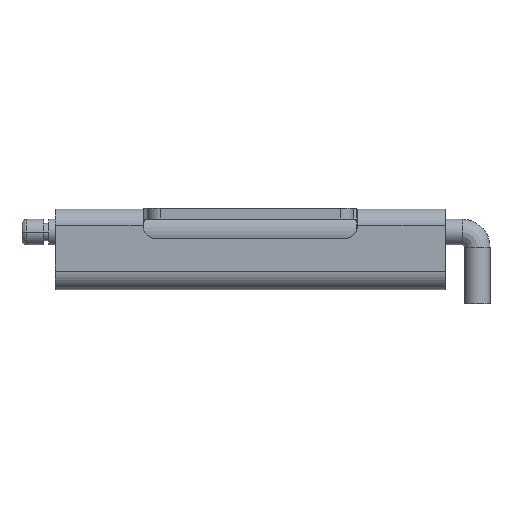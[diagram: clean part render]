
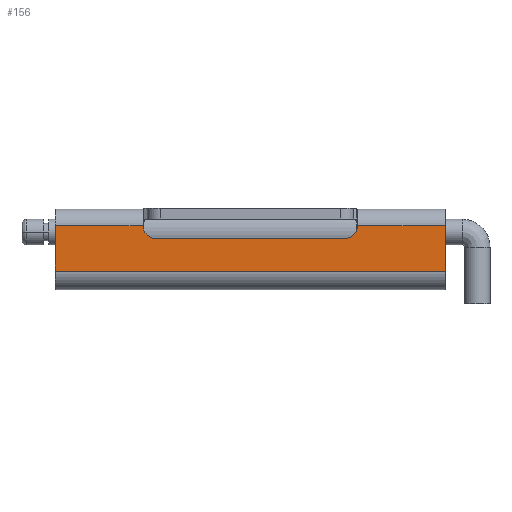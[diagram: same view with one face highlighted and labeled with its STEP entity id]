
A CAD part, left-side view. The second image highlights one B-rep face of the part: STEP entity #156.
In plain terms, the highlighted planar face has unit normal (-1, 0, 0).
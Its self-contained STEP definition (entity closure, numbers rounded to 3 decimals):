
#156=ADVANCED_FACE('',(#336),#2800,.T.);
#336=FACE_OUTER_BOUND('',#510,.T.);
#510=EDGE_LOOP('',(#1201,#1202,#1203,#1204,#1205,#1206,#1207,#1208));
#1201=ORIENTED_EDGE('',*,*,#1710,.F.);
#1202=ORIENTED_EDGE('',*,*,#1647,.T.);
#1203=ORIENTED_EDGE('',*,*,#1726,.T.);
#1204=ORIENTED_EDGE('',*,*,#1687,.F.);
#1205=ORIENTED_EDGE('',*,*,#1704,.F.);
#1206=ORIENTED_EDGE('',*,*,#1684,.T.);
#1207=ORIENTED_EDGE('',*,*,#1691,.F.);
#1208=ORIENTED_EDGE('',*,*,#1642,.F.);
#1642=EDGE_CURVE('',#2564,#2566,#1959,.T.);
#1647=EDGE_CURVE('',#2573,#2572,#2357,.T.);
#1684=EDGE_CURVE('',#2596,#2598,#1974,.T.);
#1687=EDGE_CURVE('',#2602,#2601,#2381,.T.);
#1691=EDGE_CURVE('',#2566,#2598,#2382,.T.);
#1704=EDGE_CURVE('',#2596,#2602,#1848,.T.);
#1710=EDGE_CURVE('',#2573,#2564,#2389,.T.);
#1726=EDGE_CURVE('',#2572,#2601,#1854,.T.);
#1848=(
BOUNDED_CURVE()
B_SPLINE_CURVE(1,(#5042,#5043),.UNSPECIFIED.,.F.,.F.)
B_SPLINE_CURVE_WITH_KNOTS((2,2),(218.611,238.861),
 .UNSPECIFIED.)
CURVE()
GEOMETRIC_REPRESENTATION_ITEM()
RATIONAL_B_SPLINE_CURVE((1.,1.))
REPRESENTATION_ITEM('')
);
#1854=(
BOUNDED_CURVE()
B_SPLINE_CURVE(1,(#5099,#5100),.UNSPECIFIED.,.F.,.F.)
B_SPLINE_CURVE_WITH_KNOTS((2,2),(238.861,286.226),
 .UNSPECIFIED.)
CURVE()
GEOMETRIC_REPRESENTATION_ITEM()
RATIONAL_B_SPLINE_CURVE((1.,1.))
REPRESENTATION_ITEM('')
);
#1959=TRIMMED_CURVE($,#2123,(#4891),(#4892),.T.,.CARTESIAN.);
#1974=TRIMMED_CURVE($,#2138,(#4993),(#4994),.T.,.CARTESIAN.);
#2123=CIRCLE('',#3099,3.);
#2138=CIRCLE('',#3114,3.);
#2357=B_SPLINE_CURVE_WITH_KNOTS('',1,(#4902,#4903),.UNSPECIFIED.,.F.,.F.,
(2,2),(-12.5,-2.),.UNSPECIFIED.);
#2381=B_SPLINE_CURVE_WITH_KNOTS('',1,(#4999,#5000),.UNSPECIFIED.,.F.,.F.,
(2,2),(-12.5,-2.),.UNSPECIFIED.);
#2382=B_SPLINE_CURVE_WITH_KNOTS('',1,(#5009,#5010),.UNSPECIFIED.,.F.,.F.,
(2,2),(-27.104,-20.353),.UNSPECIFIED.);
#2389=B_SPLINE_CURVE_WITH_KNOTS('',1,(#5057,#5058),.UNSPECIFIED.,.F.,.F.,
(2,2),(388.721,408.971),.UNSPECIFIED.);
#2564=VERTEX_POINT('',#4766);
#2566=VERTEX_POINT('',#4768);
#2572=VERTEX_POINT('',#4774);
#2573=VERTEX_POINT('',#4775);
#2596=VERTEX_POINT('',#4798);
#2598=VERTEX_POINT('',#4800);
#2601=VERTEX_POINT('',#4803);
#2602=VERTEX_POINT('',#4804);
#2800=PLANE('',#3090);
#3090=AXIS2_PLACEMENT_3D('',#4654,#3484,$);
#3099=AXIS2_PLACEMENT_3D($,#4890,#3493,#3494);
#3114=AXIS2_PLACEMENT_3D($,#4992,#3523,#3524);
#3484=DIRECTION('',(-1.,0.,0.));
#3493=DIRECTION('',(-1.,0.,0.));
#3494=DIRECTION('',(0.,1.,0.));
#3523=DIRECTION('',(1.,0.,0.));
#3524=DIRECTION('',(0.,-1.,0.));
#4654=CARTESIAN_POINT('',(21.283,45.,3.416));
#4766=CARTESIAN_POINT('',(21.283,24.75,13.916));
#4768=CARTESIAN_POINT('',(21.283,21.75,10.916));
#4774=CARTESIAN_POINT('',(21.283,45.,3.416));
#4775=CARTESIAN_POINT('',(21.283,45.,13.916));
#4798=CARTESIAN_POINT('',(21.283,-24.75,13.916));
#4800=CARTESIAN_POINT('',(21.283,-21.75,10.916));
#4803=CARTESIAN_POINT('',(21.283,-45.,3.416));
#4804=CARTESIAN_POINT('',(21.283,-45.,13.916));
#4890=CARTESIAN_POINT('',(21.283,21.75,13.916));
#4891=CARTESIAN_POINT('',(21.283,24.75,13.916));
#4892=CARTESIAN_POINT('',(21.283,21.75,10.916));
#4902=CARTESIAN_POINT('',(21.283,45.,13.916));
#4903=CARTESIAN_POINT('',(21.283,45.,3.416));
#4992=CARTESIAN_POINT('',(21.283,-21.75,13.916));
#4993=CARTESIAN_POINT('',(21.283,-24.75,13.916));
#4994=CARTESIAN_POINT('',(21.283,-21.75,10.916));
#4999=CARTESIAN_POINT('',(21.283,-45.,13.916));
#5000=CARTESIAN_POINT('',(21.283,-45.,3.416));
#5009=CARTESIAN_POINT('',(21.283,21.75,10.916));
#5010=CARTESIAN_POINT('',(21.283,-21.75,10.916));
#5042=CARTESIAN_POINT('',(21.283,-24.75,13.916));
#5043=CARTESIAN_POINT('',(21.283,-45.,13.916));
#5057=CARTESIAN_POINT('',(21.283,45.,13.916));
#5058=CARTESIAN_POINT('',(21.283,24.75,13.916));
#5099=CARTESIAN_POINT('',(21.283,45.,3.416));
#5100=CARTESIAN_POINT('',(21.283,-45.,3.416));
